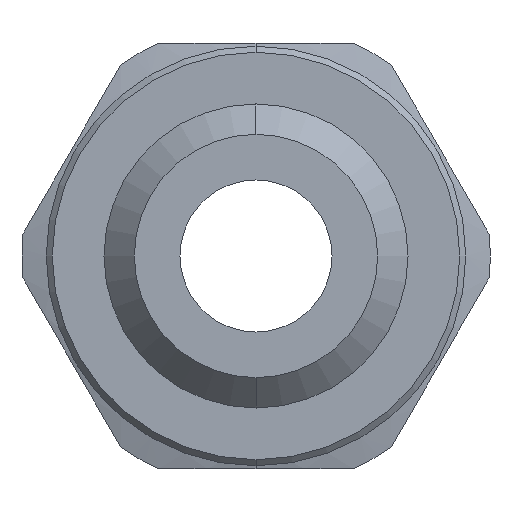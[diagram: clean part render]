
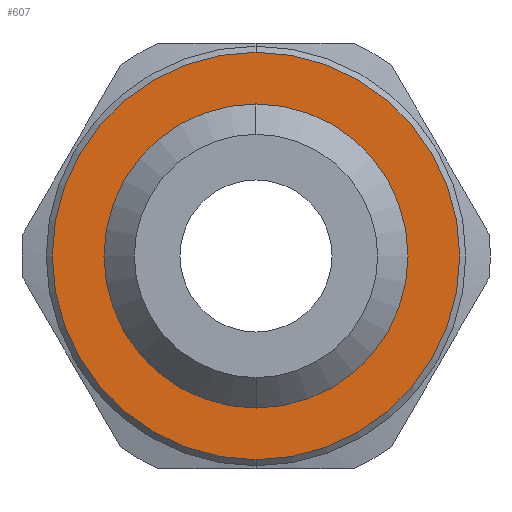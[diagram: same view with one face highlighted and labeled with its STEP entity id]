
A CAD part, left-side view. The second image highlights one B-rep face of the part: STEP entity #607.
In plain terms, the highlighted planar face has unit normal (-1, 0, 0).
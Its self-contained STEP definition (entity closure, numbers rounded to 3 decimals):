
#6 = DIRECTION ( 'NONE',  ( 0., 0., 1. ) ) ;
#17 = EDGE_CURVE ( 'NONE', #236, #915, #244, .T. ) ;
#113 = CARTESIAN_POINT ( 'NONE',  ( -9., 0., 3.35 ) ) ;
#115 = EDGE_LOOP ( 'NONE', ( #299, #1154 ) ) ;
#226 = DIRECTION ( 'NONE',  ( 1., 0., 0. ) ) ;
#230 = CARTESIAN_POINT ( 'NONE',  ( -9., 0., 0. ) ) ;
#236 = VERTEX_POINT ( 'NONE', #485 ) ;
#244 = CIRCLE ( 'NONE', #679, 2.5 ) ;
#256 = CARTESIAN_POINT ( 'NONE',  ( -9., 0., -2.5 ) ) ;
#275 = EDGE_CURVE ( 'NONE', #1110, #355, #979, .T. ) ;
#282 = CIRCLE ( 'NONE', #1200, 3.35 ) ;
#291 = AXIS2_PLACEMENT_3D ( 'NONE', #414, #402, #350 ) ;
#299 = ORIENTED_EDGE ( 'NONE', *, *, #319, .F. ) ;
#303 = EDGE_LOOP ( 'NONE', ( #1229, #1028 ) ) ;
#319 = EDGE_CURVE ( 'NONE', #355, #1110, #282, .T. ) ;
#331 = CIRCLE ( 'NONE', #906, 2.5 ) ;
#350 = DIRECTION ( 'NONE',  ( 0., 0., 1. ) ) ;
#355 = VERTEX_POINT ( 'NONE', #113 ) ;
#382 = DIRECTION ( 'NONE',  ( 0., 0., 1. ) ) ;
#384 = DIRECTION ( 'NONE',  ( -1., 0., 0. ) ) ;
#389 = DIRECTION ( 'NONE',  ( 0., 0., 1. ) ) ;
#398 = CARTESIAN_POINT ( 'NONE',  ( -9., 0., 0. ) ) ;
#402 = DIRECTION ( 'NONE',  ( 1., 0., 0. ) ) ;
#414 = CARTESIAN_POINT ( 'NONE',  ( -9., 0., 0. ) ) ;
#485 = CARTESIAN_POINT ( 'NONE',  ( -9., 0., 2.5 ) ) ;
#607 = ADVANCED_FACE ( 'NONE', ( #792, #783 ), #682, .F. ) ;
#626 = CARTESIAN_POINT ( 'NONE',  ( -9., 0., 0. ) ) ;
#635 = EDGE_CURVE ( 'NONE', #915, #236, #331, .T. ) ;
#645 = DIRECTION ( 'NONE',  ( 0., 0., 1. ) ) ;
#650 = DIRECTION ( 'NONE',  ( 1., 0., 0. ) ) ;
#652 = CARTESIAN_POINT ( 'NONE',  ( -9., 2.5, 0. ) ) ;
#668 = CARTESIAN_POINT ( 'NONE',  ( -9., 0., -3.35 ) ) ;
#679 = AXIS2_PLACEMENT_3D ( 'NONE', #626, #1155, #389 ) ;
#682 = PLANE ( 'NONE',  #800 ) ;
#783 = FACE_BOUND ( 'NONE', #303, .T. ) ;
#792 = FACE_OUTER_BOUND ( 'NONE', #115, .T. ) ;
#800 = AXIS2_PLACEMENT_3D ( 'NONE', #652, #650, #645 ) ;
#906 = AXIS2_PLACEMENT_3D ( 'NONE', #398, #384, #382 ) ;
#915 = VERTEX_POINT ( 'NONE', #256 ) ;
#979 = CIRCLE ( 'NONE', #291, 3.35 ) ;
#1028 = ORIENTED_EDGE ( 'NONE', *, *, #635, .F. ) ;
#1110 = VERTEX_POINT ( 'NONE', #668 ) ;
#1154 = ORIENTED_EDGE ( 'NONE', *, *, #275, .F. ) ;
#1155 = DIRECTION ( 'NONE',  ( -1., 0., 0. ) ) ;
#1200 = AXIS2_PLACEMENT_3D ( 'NONE', #230, #226, #6 ) ;
#1229 = ORIENTED_EDGE ( 'NONE', *, *, #17, .F. ) ;
